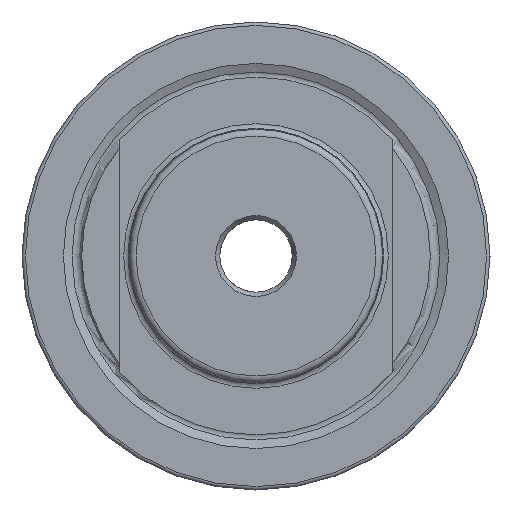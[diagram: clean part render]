
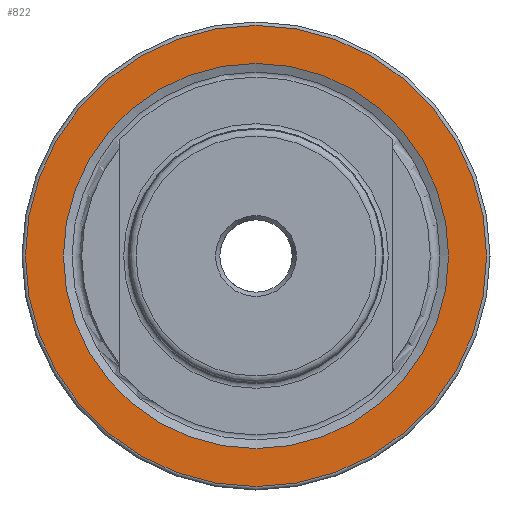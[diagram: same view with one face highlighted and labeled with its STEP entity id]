
A CAD part, left-side view. The second image highlights one B-rep face of the part: STEP entity #822.
In plain terms, the highlighted planar face has unit normal (-1, 0, 0).
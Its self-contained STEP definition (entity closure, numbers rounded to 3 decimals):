
#3 = FACE_BOUND ( 'NONE', #107, .T. ) ;
#93 = DIRECTION ( 'NONE',  ( 0., 0., 1. ) ) ;
#99 = AXIS2_PLACEMENT_3D ( 'NONE', #266, #1791, #542 ) ;
#107 = EDGE_LOOP ( 'NONE', ( #202 ) ) ;
#120 = VERTEX_POINT ( 'NONE', #1478 ) ;
#139 = PLANE ( 'NONE',  #836 ) ;
#202 = ORIENTED_EDGE ( 'NONE', *, *, #375, .F. ) ;
#204 = AXIS2_PLACEMENT_3D ( 'NONE', #1811, #1486, #93 ) ;
#266 = CARTESIAN_POINT ( 'NONE',  ( 30., 0., 0. ) ) ;
#311 = EDGE_CURVE ( 'NONE', #1919, #1919, #565, .T. ) ;
#375 = EDGE_CURVE ( 'NONE', #120, #120, #1747, .T. ) ;
#542 = DIRECTION ( 'NONE',  ( 0., 0., 1. ) ) ;
#565 = CIRCLE ( 'NONE', #204, 27.1 ) ;
#822 = ADVANCED_FACE ( 'NONE', ( #3, #1047 ), #139, .F. ) ;
#836 = AXIS2_PLACEMENT_3D ( 'NONE', #1440, #1985, #1329 ) ;
#1047 = FACE_OUTER_BOUND ( 'NONE', #2005, .T. ) ;
#1148 = CARTESIAN_POINT ( 'NONE',  ( 30., 0., 27.1 ) ) ;
#1329 = DIRECTION ( 'NONE',  ( 0., 0., -1. ) ) ;
#1440 = CARTESIAN_POINT ( 'NONE',  ( 30., 0., 22.632 ) ) ;
#1478 = CARTESIAN_POINT ( 'NONE',  ( 30., 0., 22.632 ) ) ;
#1486 = DIRECTION ( 'NONE',  ( -1., 0., 0. ) ) ;
#1747 = CIRCLE ( 'NONE', #99, 22.632 ) ;
#1791 = DIRECTION ( 'NONE',  ( -1., 0., 0. ) ) ;
#1811 = CARTESIAN_POINT ( 'NONE',  ( 30., 0., 0. ) ) ;
#1819 = ORIENTED_EDGE ( 'NONE', *, *, #311, .T. ) ;
#1919 = VERTEX_POINT ( 'NONE', #1148 ) ;
#1985 = DIRECTION ( 'NONE',  ( 1., 0., 0. ) ) ;
#2005 = EDGE_LOOP ( 'NONE', ( #1819 ) ) ;
